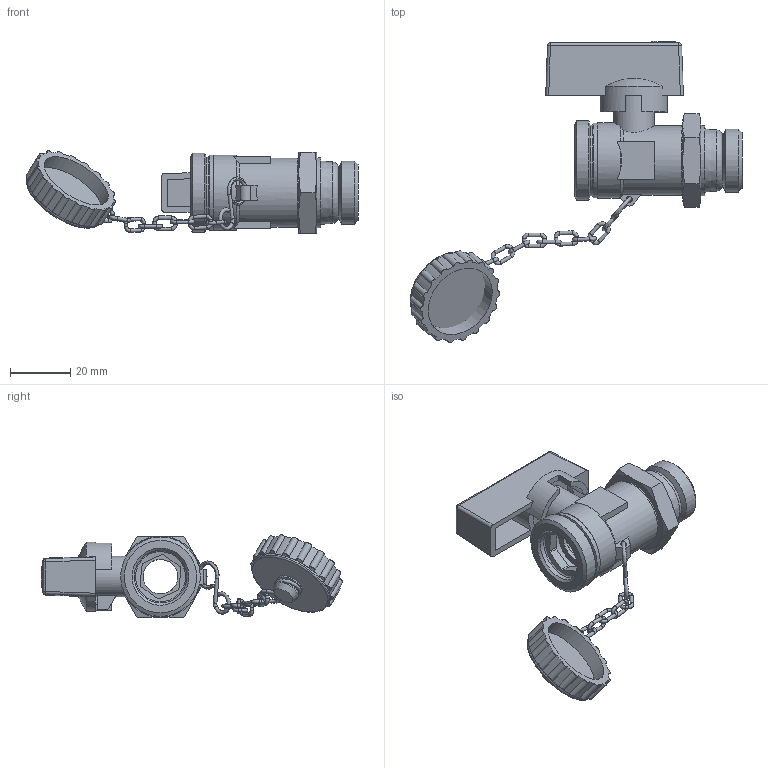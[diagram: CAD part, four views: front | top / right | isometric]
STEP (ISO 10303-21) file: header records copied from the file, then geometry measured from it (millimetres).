
FILE_DESCRIPTION(/* description */ ('Unknown'),/* implementation_level */ '2;1');
FILE_NAME(/* name */ '1524-04',/* time_stamp */ '2022-10-12T13:21:43+02:00',/* author */ ('Unknown'),/* organization */ ('Unknown'),/* preprocessor_version */ 'ST-DEVELOPER v16.7',/* originating_system */ 'Solid Edge',/* authorisation */ 'Unknown');
FILE_SCHEMA (('AUTOMOTIVE_DESIGN {1 0 10303 214 3 1 1}'));
Length unit declared in the file: millimetre
Products named in the file (9): 1524-04-00; 1523-04-10; 1523-04-16; 1523-04-01; 1523-04-09; 1523-04-02; M4X10; 1523-04-05; 1523-04-07
Assembly tree (8 placements, depth 2):
  1524-04-00
    1523-04-10
    1523-04-16
    1523-04-01
    1523-04-09
    1523-04-02
    M4X10
    1523-04-05
    1523-04-07
Bounding box: 110.44 x 100.23 x 27.44 mm (x, y, z)
Volume: 25075.9 mm3; surface area: 23395.5 mm2
Topology: 7 solids, 19 shells, 436 faces, 1014 edges, 633 vertices
Faces by surface type: plane 160, cylinder 136, torus 58, cone 57, bspline 20, sphere 5
Full cylindrical faces by diameter (mm): 1.2 x34, 2 x1, 3.3 x1, 4 x1, 5 x1, 6 x2, 7 x1, 9 x5, 9.7 x1, 10.03 x1, 11 x1, 11.5 x2, 13.5 x1, 16 x2, 16.1 x1, 16.3 x2, 17.5 x1, 17.968 x1, 18.63 x1, 18.906 x1, 19.5 x1, 20.96 x2, 21 x1, 21.5 x1, 23 x1, 23.3 x2, 23.5 x1, 24.5 x1, 25 x2, 26.44 x1
Entity records: 13747 total; most frequent: CARTESIAN_POINT 4366, DIRECTION 1901, ORIENTED_EDGE 1634, EDGE_CURVE 818, AXIS2_PLACEMENT_3D 788, FACE_BOUND 652, EDGE_LOOP 650, VERTEX_POINT 604
